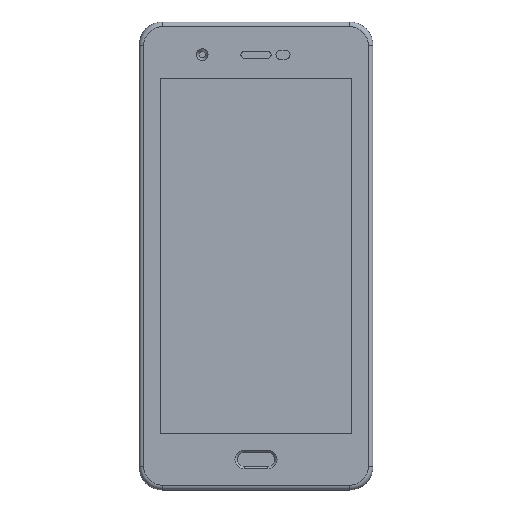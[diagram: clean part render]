
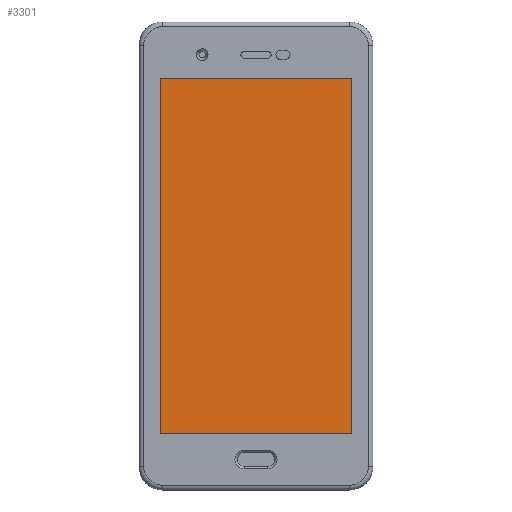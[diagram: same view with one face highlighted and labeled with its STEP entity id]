
A CAD part, top view. The second image highlights one B-rep face of the part: STEP entity #3301.
In plain terms, the highlighted planar face has unit normal (0, 0, 1).
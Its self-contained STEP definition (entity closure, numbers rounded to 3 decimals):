
#762 = PLANE('',#763);
#763 = AXIS2_PLACEMENT_3D('',#764,#765,#766);
#764 = CARTESIAN_POINT('',(-39.318,47.926,15.));
#765 = DIRECTION('',(-1.,0.,0.));
#766 = DIRECTION('',(0.,0.,1.));
#790 = PLANE('',#791);
#791 = AXIS2_PLACEMENT_3D('',#792,#793,#794);
#792 = CARTESIAN_POINT('',(-18.818,85.926,15.));
#793 = DIRECTION('',(0.,-1.,0.));
#794 = DIRECTION('',(0.,0.,-1.));
#818 = PLANE('',#819);
#819 = AXIS2_PLACEMENT_3D('',#820,#821,#822);
#820 = CARTESIAN_POINT('',(42.682,9.926,15.));
#821 = DIRECTION('',(-1.,0.,0.));
#822 = DIRECTION('',(0.,-1.,0.));
#844 = PLANE('',#845);
#845 = AXIS2_PLACEMENT_3D('',#846,#847,#848);
#846 = CARTESIAN_POINT('',(1.682,-66.074,15.));
#847 = DIRECTION('',(0.,-1.,0.));
#848 = DIRECTION('',(0.,0.,-1.));
#3106 = VERTEX_POINT('',#3107);
#3107 = CARTESIAN_POINT('',(-39.318,85.926,15.));
#3128 = EDGE_CURVE('',#3106,#3129,#3131,.T.);
#3129 = VERTEX_POINT('',#3130);
#3130 = CARTESIAN_POINT('',(42.682,85.926,15.));
#3131 = SURFACE_CURVE('',#3132,(#3136,#3143),.PCURVE_S1.);
#3132 = LINE('',#3133,#3134);
#3133 = CARTESIAN_POINT('',(-18.818,85.926,15.));
#3134 = VECTOR('',#3135,1.);
#3135 = DIRECTION('',(1.,0.,0.));
#3136 = PCURVE('',#790,#3137);
#3137 = DEFINITIONAL_REPRESENTATION('',(#3138),#3142);
#3138 = LINE('',#3139,#3140);
#3139 = CARTESIAN_POINT('',(0.,0.));
#3140 = VECTOR('',#3141,1.);
#3141 = DIRECTION('',(0.,1.));
#3142 = ( GEOMETRIC_REPRESENTATION_CONTEXT(2) 
PARAMETRIC_REPRESENTATION_CONTEXT() REPRESENTATION_CONTEXT('2D SPACE',''
  ) );
#3143 = PCURVE('',#3144,#3149);
#3144 = PLANE('',#3145);
#3145 = AXIS2_PLACEMENT_3D('',#3146,#3147,#3148);
#3146 = CARTESIAN_POINT('',(1.682,9.926,15.));
#3147 = DIRECTION('',(0.,0.,1.));
#3148 = DIRECTION('',(1.,0.,-0.));
#3149 = DEFINITIONAL_REPRESENTATION('',(#3150),#3154);
#3150 = LINE('',#3151,#3152);
#3151 = CARTESIAN_POINT('',(-20.5,76.));
#3152 = VECTOR('',#3153,1.);
#3153 = DIRECTION('',(1.,0.));
#3154 = ( GEOMETRIC_REPRESENTATION_CONTEXT(2) 
PARAMETRIC_REPRESENTATION_CONTEXT() REPRESENTATION_CONTEXT('2D SPACE',''
  ) );
#3182 = VERTEX_POINT('',#3183);
#3183 = CARTESIAN_POINT('',(-39.318,-66.074,15.));
#3204 = EDGE_CURVE('',#3106,#3182,#3205,.T.);
#3205 = SURFACE_CURVE('',#3206,(#3210,#3217),.PCURVE_S1.);
#3206 = LINE('',#3207,#3208);
#3207 = CARTESIAN_POINT('',(-39.318,47.926,15.));
#3208 = VECTOR('',#3209,1.);
#3209 = DIRECTION('',(0.,-1.,0.));
#3210 = PCURVE('',#762,#3211);
#3211 = DEFINITIONAL_REPRESENTATION('',(#3212),#3216);
#3212 = LINE('',#3213,#3214);
#3213 = CARTESIAN_POINT('',(0.,0.));
#3214 = VECTOR('',#3215,1.);
#3215 = DIRECTION('',(0.,-1.));
#3216 = ( GEOMETRIC_REPRESENTATION_CONTEXT(2) 
PARAMETRIC_REPRESENTATION_CONTEXT() REPRESENTATION_CONTEXT('2D SPACE',''
  ) );
#3217 = PCURVE('',#3144,#3218);
#3218 = DEFINITIONAL_REPRESENTATION('',(#3219),#3223);
#3219 = LINE('',#3220,#3221);
#3220 = CARTESIAN_POINT('',(-41.,38.));
#3221 = VECTOR('',#3222,1.);
#3222 = DIRECTION('',(0.,-1.));
#3223 = ( GEOMETRIC_REPRESENTATION_CONTEXT(2) 
PARAMETRIC_REPRESENTATION_CONTEXT() REPRESENTATION_CONTEXT('2D SPACE',''
  ) );
#3231 = VERTEX_POINT('',#3232);
#3232 = CARTESIAN_POINT('',(42.682,-66.074,15.));
#3253 = EDGE_CURVE('',#3182,#3231,#3254,.T.);
#3254 = SURFACE_CURVE('',#3255,(#3259,#3266),.PCURVE_S1.);
#3255 = LINE('',#3256,#3257);
#3256 = CARTESIAN_POINT('',(1.682,-66.074,15.));
#3257 = VECTOR('',#3258,1.);
#3258 = DIRECTION('',(1.,0.,0.));
#3259 = PCURVE('',#844,#3260);
#3260 = DEFINITIONAL_REPRESENTATION('',(#3261),#3265);
#3261 = LINE('',#3262,#3263);
#3262 = CARTESIAN_POINT('',(0.,0.));
#3263 = VECTOR('',#3264,1.);
#3264 = DIRECTION('',(0.,1.));
#3265 = ( GEOMETRIC_REPRESENTATION_CONTEXT(2) 
PARAMETRIC_REPRESENTATION_CONTEXT() REPRESENTATION_CONTEXT('2D SPACE',''
  ) );
#3266 = PCURVE('',#3144,#3267);
#3267 = DEFINITIONAL_REPRESENTATION('',(#3268),#3272);
#3268 = LINE('',#3269,#3270);
#3269 = CARTESIAN_POINT('',(0.,-76.));
#3270 = VECTOR('',#3271,1.);
#3271 = DIRECTION('',(1.,0.));
#3272 = ( GEOMETRIC_REPRESENTATION_CONTEXT(2) 
PARAMETRIC_REPRESENTATION_CONTEXT() REPRESENTATION_CONTEXT('2D SPACE',''
  ) );
#3280 = EDGE_CURVE('',#3129,#3231,#3281,.T.);
#3281 = SURFACE_CURVE('',#3282,(#3286,#3293),.PCURVE_S1.);
#3282 = LINE('',#3283,#3284);
#3283 = CARTESIAN_POINT('',(42.682,9.926,15.));
#3284 = VECTOR('',#3285,1.);
#3285 = DIRECTION('',(0.,-1.,0.));
#3286 = PCURVE('',#818,#3287);
#3287 = DEFINITIONAL_REPRESENTATION('',(#3288),#3292);
#3288 = LINE('',#3289,#3290);
#3289 = CARTESIAN_POINT('',(0.,0.));
#3290 = VECTOR('',#3291,1.);
#3291 = DIRECTION('',(1.,0.));
#3292 = ( GEOMETRIC_REPRESENTATION_CONTEXT(2) 
PARAMETRIC_REPRESENTATION_CONTEXT() REPRESENTATION_CONTEXT('2D SPACE',''
  ) );
#3293 = PCURVE('',#3144,#3294);
#3294 = DEFINITIONAL_REPRESENTATION('',(#3295),#3299);
#3295 = LINE('',#3296,#3297);
#3296 = CARTESIAN_POINT('',(41.,0.));
#3297 = VECTOR('',#3298,1.);
#3298 = DIRECTION('',(0.,-1.));
#3299 = ( GEOMETRIC_REPRESENTATION_CONTEXT(2) 
PARAMETRIC_REPRESENTATION_CONTEXT() REPRESENTATION_CONTEXT('2D SPACE',''
  ) );
#3301 = ADVANCED_FACE('',(#3302),#3144,.T.);
#3302 = FACE_BOUND('',#3303,.T.);
#3303 = EDGE_LOOP('',(#3304,#3305,#3306,#3307));
#3304 = ORIENTED_EDGE('',*,*,#3128,.F.);
#3305 = ORIENTED_EDGE('',*,*,#3204,.T.);
#3306 = ORIENTED_EDGE('',*,*,#3253,.T.);
#3307 = ORIENTED_EDGE('',*,*,#3280,.F.);
